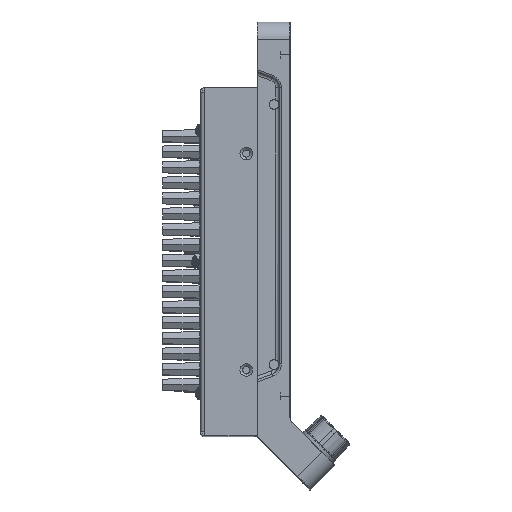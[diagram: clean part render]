
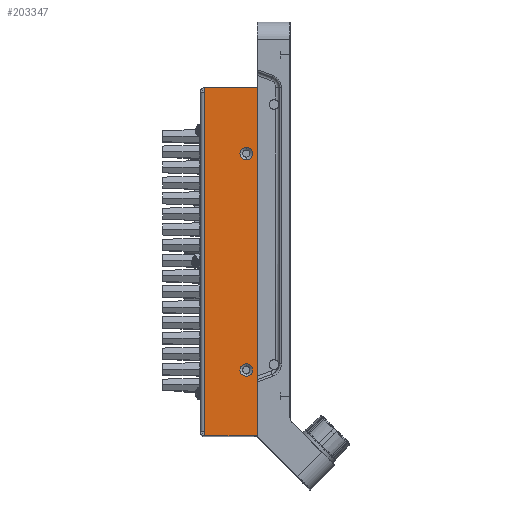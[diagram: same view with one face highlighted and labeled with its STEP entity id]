
A CAD part, top view. The second image highlights one B-rep face of the part: STEP entity #203347.
In plain terms, the highlighted planar face has unit normal (0, 0, 1).
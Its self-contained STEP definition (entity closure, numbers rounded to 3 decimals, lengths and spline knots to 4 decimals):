
#14 = LINE ( 'NONE', #103777, #92119 ) ;
#16 = AXIS2_PLACEMENT_3D ( 'NONE', #123790, #223385, #13278 ) ;
#1901 = VECTOR ( 'NONE', #61792, 39.3701 ) ;
#5047 = CARTESIAN_POINT ( 'NONE',  ( 0.5808, -3.4378, 4.8195 ) ) ;
#7778 = EDGE_CURVE ( 'NONE', #158099, #267449, #269128, .T. ) ;
#7972 = ORIENTED_EDGE ( 'NONE', *, *, #72506, .F. ) ;
#10454 = LINE ( 'NONE', #5047, #138610 ) ;
#12676 = DIRECTION ( 'NONE',  ( 0., 0., 1. ) ) ;
#13278 = DIRECTION ( 'NONE',  ( 0., 1., 0. ) ) ;
#17565 = CARTESIAN_POINT ( 'NONE',  ( -0.1433, -1.7277, 4.8195 ) ) ;
#26509 = CIRCLE ( 'NONE', #16, 0.1125 ) ;
#27235 = CARTESIAN_POINT ( 'NONE',  ( -1.1006, -2.6413, 4.8195 ) ) ;
#30313 = CARTESIAN_POINT ( 'NONE',  ( -0.1433, -2.7136, 4.8195 ) ) ;
#34673 = VECTOR ( 'NONE', #162724, 39.3701 ) ;
#36757 = ORIENTED_EDGE ( 'NONE', *, *, #142499, .F. ) ;
#37167 = VECTOR ( 'NONE', #125960, 39.3701 ) ;
#40704 = DIRECTION ( 'NONE',  ( 0., 0., 1. ) ) ;
#41058 = PLANE ( 'NONE',  #72191 ) ;
#41641 = LINE ( 'NONE', #103890, #37167 ) ;
#41817 = VERTEX_POINT ( 'NONE', #104479 ) ;
#42332 = CARTESIAN_POINT ( 'NONE',  ( -0.3543, 2.2247, 4.8195 ) ) ;
#42422 = FACE_BOUND ( 'NONE', #150046, .T. ) ;
#46528 = ORIENTED_EDGE ( 'NONE', *, *, #245028, .F. ) ;
#49188 = ORIENTED_EDGE ( 'NONE', *, *, #207417, .F. ) ;
#51534 = DIRECTION ( 'NONE',  ( 0., 0., 1. ) ) ;
#54025 = VERTEX_POINT ( 'NONE', #136616 ) ;
#54067 = CARTESIAN_POINT ( 'NONE',  ( -1.1006, 3.5183, 4.8195 ) ) ;
#58639 = EDGE_LOOP ( 'NONE', ( #236704, #93806, #36757, #167010, #7972, #204159, #98151 ) ) ;
#59550 = DIRECTION ( 'NONE',  ( 0., 1., 0. ) ) ;
#60726 = DIRECTION ( 'NONE',  ( 1., 0., 0. ) ) ;
#61792 = DIRECTION ( 'NONE',  ( 0., 1., 0. ) ) ;
#72191 = AXIS2_PLACEMENT_3D ( 'NONE', #107400, #209701, #211068 ) ;
#72506 = EDGE_CURVE ( 'NONE', #207867, #54025, #41641, .T. ) ;
#79496 = CARTESIAN_POINT ( 'NONE',  ( -0.3543, -1.5407, 4.8195 ) ) ;
#82843 = LINE ( 'NONE', #269430, #188933 ) ;
#86929 = VECTOR ( 'NONE', #90843, 39.3701 ) ;
#90843 = DIRECTION ( 'NONE',  ( 0., -1., 0. ) ) ;
#92119 = VECTOR ( 'NONE', #59550, 39.3701 ) ;
#93806 = ORIENTED_EDGE ( 'NONE', *, *, #7778, .T. ) ;
#94668 = AXIS2_PLACEMENT_3D ( 'NONE', #79496, #40704, #119612 ) ;
#97045 = DIRECTION ( 'NONE',  ( 0., 1., 0. ) ) ;
#98151 = ORIENTED_EDGE ( 'NONE', *, *, #266574, .T. ) ;
#99536 = CIRCLE ( 'NONE', #205285, 0.1125 ) ;
#103777 = CARTESIAN_POINT ( 'NONE',  ( -1.1006, 3.4378, 4.8195 ) ) ;
#103890 = CARTESIAN_POINT ( 'NONE',  ( -1.1006, 3.4378, 4.8195 ) ) ;
#104479 = CARTESIAN_POINT ( 'NONE',  ( -1.1006, -2.7218, 4.8195 ) ) ;
#107400 = CARTESIAN_POINT ( 'NONE',  ( -1.1811, 0.3982, 4.8195 ) ) ;
#116476 = CARTESIAN_POINT ( 'NONE',  ( -0.3543, 2.3372, 4.8195 ) ) ;
#119612 = DIRECTION ( 'NONE',  ( 0., 1., 0. ) ) ;
#123277 = ORIENTED_EDGE ( 'NONE', *, *, #198389, .F. ) ;
#123790 = CARTESIAN_POINT ( 'NONE',  ( -0.3543, -1.5407, 4.8195 ) ) ;
#125960 = DIRECTION ( 'NONE',  ( 0., 1., 0. ) ) ;
#126842 = LINE ( 'NONE', #27235, #86929 ) ;
#126864 = EDGE_CURVE ( 'NONE', #54025, #176253, #14, .T. ) ;
#128308 = CIRCLE ( 'NONE', #132649, 0.1125 ) ;
#129036 = CARTESIAN_POINT ( 'NONE',  ( -0.3543, 2.4497, 4.8195 ) ) ;
#130870 = DIRECTION ( 'NONE',  ( 0.707, -0.707, 0. ) ) ;
#132649 = AXIS2_PLACEMENT_3D ( 'NONE', #202063, #12676, #97045 ) ;
#136616 = CARTESIAN_POINT ( 'NONE',  ( -1.1006, 3.4378, 4.8195 ) ) ;
#138610 = VECTOR ( 'NONE', #130870, 39.3701 ) ;
#142443 = EDGE_LOOP ( 'NONE', ( #49188, #236795 ) ) ;
#142499 = EDGE_CURVE ( 'NONE', #176253, #267449, #143325, .T. ) ;
#143325 = LINE ( 'NONE', #223534, #34673 ) ;
#143458 = CARTESIAN_POINT ( 'NONE',  ( -0.3543, -1.6532, 4.8195 ) ) ;
#145407 = CARTESIAN_POINT ( 'NONE',  ( -0.3543, -1.4282, 4.8195 ) ) ;
#146380 = VERTEX_POINT ( 'NONE', #145407 ) ;
#150046 = EDGE_LOOP ( 'NONE', ( #123277, #46528 ) ) ;
#157990 = DIRECTION ( 'NONE',  ( 0., 1., 0. ) ) ;
#158099 = VERTEX_POINT ( 'NONE', #30313 ) ;
#158309 = CARTESIAN_POINT ( 'NONE',  ( -0.1351, -2.7218, 4.8195 ) ) ;
#162724 = DIRECTION ( 'NONE',  ( 1., 0., 0. ) ) ;
#167010 = ORIENTED_EDGE ( 'NONE', *, *, #126864, .F. ) ;
#176253 = VERTEX_POINT ( 'NONE', #54067 ) ;
#184829 = EDGE_CURVE ( 'NONE', #158099, #244784, #10454, .T. ) ;
#187574 = FACE_BOUND ( 'NONE', #142443, .T. ) ;
#188933 = VECTOR ( 'NONE', #60726, 39.3701 ) ;
#190020 = EDGE_CURVE ( 'NONE', #207867, #41817, #126842, .T. ) ;
#195395 = VERTEX_POINT ( 'NONE', #143458 ) ;
#198389 = EDGE_CURVE ( 'NONE', #225144, #213105, #128308, .T. ) ;
#202063 = CARTESIAN_POINT ( 'NONE',  ( -0.3543, 2.3372, 4.8195 ) ) ;
#203347 = ADVANCED_FACE ( 'NONE', ( #187574, #42422, #230426 ), #41058, .F. ) ;
#204159 = ORIENTED_EDGE ( 'NONE', *, *, #190020, .T. ) ;
#205285 = AXIS2_PLACEMENT_3D ( 'NONE', #116476, #51534, #157990 ) ;
#207417 = EDGE_CURVE ( 'NONE', #146380, #195395, #262328, .T. ) ;
#207867 = VERTEX_POINT ( 'NONE', #247780 ) ;
#209701 = DIRECTION ( 'NONE',  ( 0., 0., -1. ) ) ;
#211068 = DIRECTION ( 'NONE',  ( 1., 0., 0. ) ) ;
#213105 = VERTEX_POINT ( 'NONE', #42332 ) ;
#223385 = DIRECTION ( 'NONE',  ( 0., 0., 1. ) ) ;
#223534 = CARTESIAN_POINT ( 'NONE',  ( -1.1006, 3.5183, 4.8195 ) ) ;
#225144 = VERTEX_POINT ( 'NONE', #129036 ) ;
#227597 = EDGE_CURVE ( 'NONE', #195395, #146380, #26509, .T. ) ;
#230426 = FACE_OUTER_BOUND ( 'NONE', #58639, .T. ) ;
#236704 = ORIENTED_EDGE ( 'NONE', *, *, #184829, .F. ) ;
#236795 = ORIENTED_EDGE ( 'NONE', *, *, #227597, .F. ) ;
#244784 = VERTEX_POINT ( 'NONE', #158309 ) ;
#245028 = EDGE_CURVE ( 'NONE', #213105, #225144, #99536, .T. ) ;
#247780 = CARTESIAN_POINT ( 'NONE',  ( -1.1006, -2.6413, 4.8195 ) ) ;
#252857 = CARTESIAN_POINT ( 'NONE',  ( -0.1433, 3.5183, 4.8195 ) ) ;
#262328 = CIRCLE ( 'NONE', #94668, 0.1125 ) ;
#266574 = EDGE_CURVE ( 'NONE', #41817, #244784, #82843, .T. ) ;
#267449 = VERTEX_POINT ( 'NONE', #252857 ) ;
#269128 = LINE ( 'NONE', #17565, #1901 ) ;
#269430 = CARTESIAN_POINT ( 'NONE',  ( -1.1006, -2.7218, 4.8195 ) ) ;
